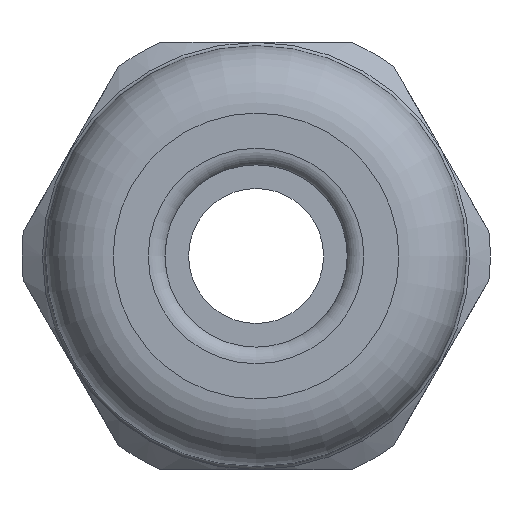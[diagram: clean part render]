
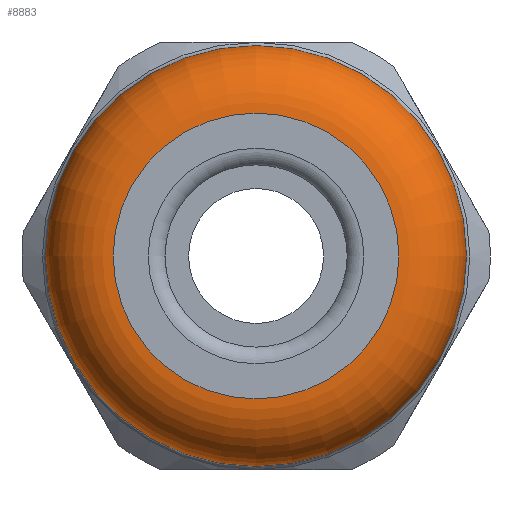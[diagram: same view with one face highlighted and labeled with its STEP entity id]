
A CAD part, left-side view. The second image highlights one B-rep face of the part: STEP entity #8883.
In plain terms, the highlighted toroidal (fillet/blend) face has major radius 6.35 mm and minor radius 3 mm.
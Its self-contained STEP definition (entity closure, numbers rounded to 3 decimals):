
#47=TOROIDAL_SURFACE('',#9739,6.35,3.);
#130=FACE_BOUND('',#1479,.T.);
#926=FACE_OUTER_BOUND('',#1478,.T.);
#1478=EDGE_LOOP('',(#8218));
#1479=EDGE_LOOP('',(#8219));
#3639=CIRCLE('',#9740,9.35);
#3640=CIRCLE('',#9741,6.35);
#4483=VERTEX_POINT('',#14916);
#4484=VERTEX_POINT('',#14918);
#5736=EDGE_CURVE('',#4483,#4483,#3639,.T.);
#5737=EDGE_CURVE('',#4484,#4484,#3640,.T.);
#8218=ORIENTED_EDGE('',*,*,#5736,.F.);
#8219=ORIENTED_EDGE('',*,*,#5737,.T.);
#8883=ADVANCED_FACE('',(#926,#130),#47,.T.);
#9739=AXIS2_PLACEMENT_3D('',#14915,#12295,#12296);
#9740=AXIS2_PLACEMENT_3D('',#14917,#12297,#12298);
#9741=AXIS2_PLACEMENT_3D('',#14919,#12299,#12300);
#12295=DIRECTION('center_axis',(1.,0.,0.));
#12296=DIRECTION('ref_axis',(0.,0.,-1.));
#12297=DIRECTION('center_axis',(1.,0.,0.));
#12298=DIRECTION('ref_axis',(0.,0.,-1.));
#12299=DIRECTION('center_axis',(1.,0.,0.));
#12300=DIRECTION('ref_axis',(0.,0.,-1.));
#14915=CARTESIAN_POINT('Origin',(3.,0.,0.));
#14916=CARTESIAN_POINT('',(3.,9.35,0.));
#14917=CARTESIAN_POINT('Origin',(3.,0.,0.));
#14918=CARTESIAN_POINT('',(0.,6.35,0.));
#14919=CARTESIAN_POINT('Origin',(0.,0.,0.));
